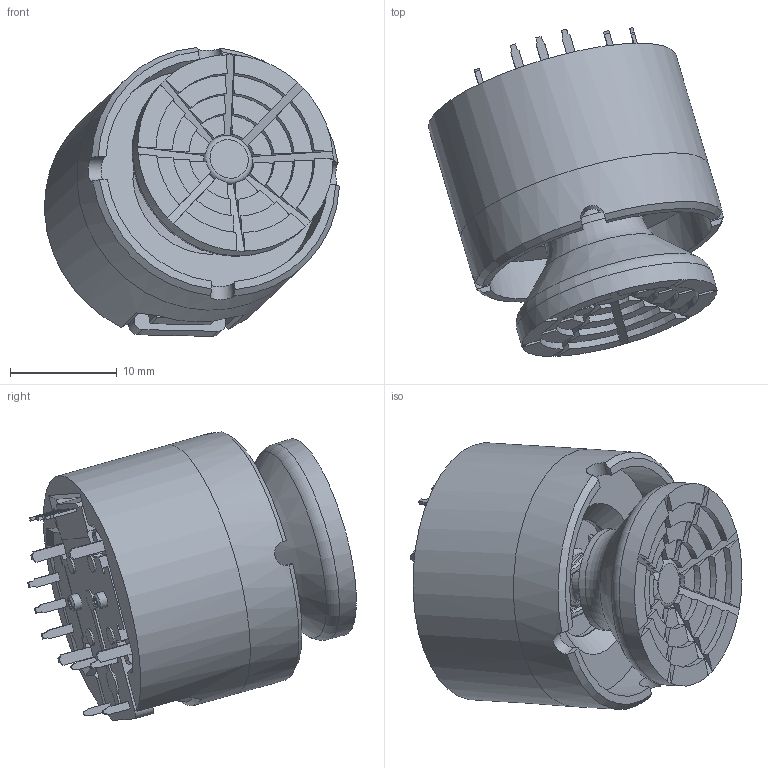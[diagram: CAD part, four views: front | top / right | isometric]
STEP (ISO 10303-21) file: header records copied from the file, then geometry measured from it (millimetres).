
FILE_DESCRIPTION(/* description */ (''),/* implementation_level */ '2;1');
FILE_NAME(/* name */ 'TDC slew v2.step',/* time_stamp */ '2021-01-20T12:08:12-05:00',/* author */ (''),/* organization */ (''),/* preprocessor_version */ 'ST-DEVELOPER v18.1',/* originating_system */ 'Autodesk Translation Framework v9.7.1.1290',/* authorisation */ '');
FILE_SCHEMA (('AUTOMOTIVE_DESIGN { 1 0 10303 214 3 1 1 }'));
Length unit declared in the file: millimetre
Products named in the file (6): TDC slew; TDC Switch; TDC Switch Body; Lower TDC Switch Body; TDC Switch Cap; RKJXV1224005
Assembly tree (5 placements, depth 3):
  TDC slew
    TDC Switch
      TDC Switch Body
      Lower TDC Switch Body
      TDC Switch Cap
      RKJXV1224005
Bounding box: 27.65 x 30.84 x 27.09 mm (x, y, z)
Volume: 6543.4 mm3; surface area: 5912.7 mm2
Topology: 4 solids, 11 shells, 836 faces, 2129 edges, 1348 vertices
Faces by surface type: plane 591, cylinder 168, cone 44, bspline 17, torus 16
Full cylindrical faces by diameter (mm): 0.6 x2, 1.2 x1, 1.4 x2, 1.5 x2, 1.6 x4, 4.763 x1, 5.525 x1, 9.525 x1, 11.05 x2, 19.05 x1, 21.666 x1, 24.206 x2
Entity records: 26093 total; most frequent: CARTESIAN_POINT 5262, ORIENTED_EDGE 4258, DIRECTION 4071, EDGE_CURVE 2129, LINE 1511, VECTOR 1511, VERTEX_POINT 1348, AXIS2_PLACEMENT_3D 1280
